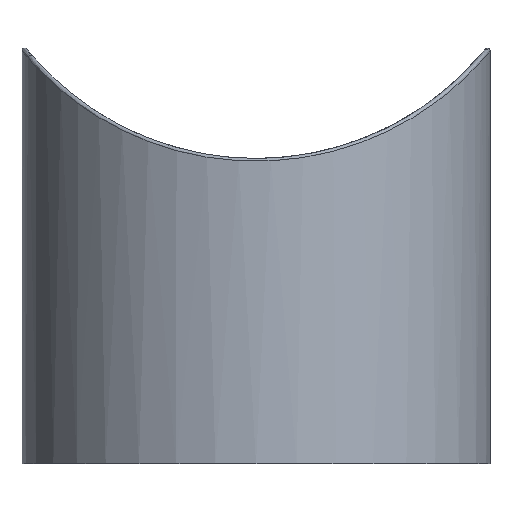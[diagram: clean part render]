
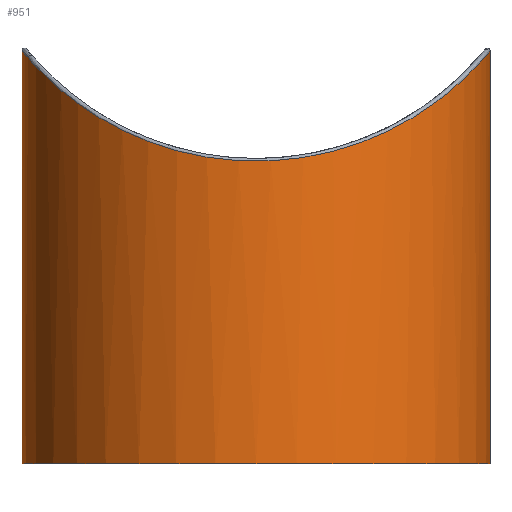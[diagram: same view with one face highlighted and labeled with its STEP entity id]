
A CAD part, front view. The second image highlights one B-rep face of the part: STEP entity #951.
In plain terms, the highlighted cylindrical face has radius 16.85 mm (diameter 33.7 mm), a partial arc.
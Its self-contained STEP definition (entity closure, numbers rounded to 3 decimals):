
#4 = CARTESIAN_POINT ( 'NONE',  ( 7.074, -15.302, 22.968 ) ) ;
#10 = CARTESIAN_POINT ( 'NONE',  ( -2.308, -16.7, 21.915 ) ) ;
#16 = DIRECTION ( 'NONE',  ( -1., 0., 0. ) ) ;
#29 = AXIS2_PLACEMENT_3D ( 'NONE', #147, #610, #459 ) ;
#57 = CARTESIAN_POINT ( 'NONE',  ( 15.297, -7.083, 28.048 ) ) ;
#63 = CARTESIAN_POINT ( 'NONE',  ( 11.956, -11.883, 25.352 ) ) ;
#73 = CARTESIAN_POINT ( 'NONE',  ( -8.265, -14.692, 23.414 ) ) ;
#75 = CARTESIAN_POINT ( 'NONE',  ( -1.775, -16.765, 21.865 ) ) ;
#82 = CARTESIAN_POINT ( 'NONE',  ( 9.7, -13.813, 24.047 ) ) ;
#96 = VERTEX_POINT ( 'NONE', #344 ) ;
#134 = CARTESIAN_POINT ( 'NONE',  ( 16.035, -5.204, 28.814 ) ) ;
#147 = CARTESIAN_POINT ( 'NONE',  ( 0., 0., 0. ) ) ;
#154 = DIRECTION ( 'NONE',  ( 0., 0., -1. ) ) ;
#162 = CARTESIAN_POINT ( 'NONE',  ( -12.866, -10.925, 25.967 ) ) ;
#168 = CARTESIAN_POINT ( 'NONE',  ( 0.918, -16.834, 21.813 ) ) ;
#204 = EDGE_CURVE ( 'NONE', #480, #570, #256, .T. ) ;
#207 = CARTESIAN_POINT ( 'NONE',  ( 16.85, -1.083, 29.756 ) ) ;
#223 = CARTESIAN_POINT ( 'NONE',  ( -15.043, -7.658, 27.794 ) ) ;
#226 = CARTESIAN_POINT ( 'NONE',  ( -16.664, -2.579, 29.531 ) ) ;
#237 = CARTESIAN_POINT ( 'NONE',  ( 16.85, 0., 0. ) ) ;
#239 = CARTESIAN_POINT ( 'NONE',  ( 8.87, -14.362, 23.654 ) ) ;
#243 = CARTESIAN_POINT ( 'NONE',  ( 4.112, -16.375, 22.164 ) ) ;
#256 = B_SPLINE_CURVE_WITH_KNOTS ( 'NONE', 3,
 ( #916, #665, #226, #732, #349, #580 ),
 .UNSPECIFIED., .F., .F.,
 ( 4, 2, 4 ),
 ( 0.107, 0.109, 0.111 ),
 .UNSPECIFIED. ) ;
#284 = CARTESIAN_POINT ( 'NONE',  ( 14.61, -8.41, 27.399 ) ) ;
#288 = CARTESIAN_POINT ( 'NONE',  ( -13.474, -10.165, 26.431 ) ) ;
#290 = CARTESIAN_POINT ( 'NONE',  ( 11.241, -12.562, 24.904 ) ) ;
#291 = B_SPLINE_CURVE_WITH_KNOTS ( 'NONE', 3,
 ( #895, #207, #511, #822, #367, #134, #437, #745, #57, #977, #284, #591, #902, #442, #63, #290, #597, #82, #239, #389, #4, #313, #932, #243, #549, #859, #168, #475, #763, #75, #10, #925, #539, #840, #376, #306, #73, #601, #999, #543, #853, #914, #766, #162, #288, #383, #223, #467, #302, #776 ),
 .UNSPECIFIED., .F., .F.,
 ( 4, 2, 2, 2, 2, 2, 2, 2, 2, 2, 2, 2, 2, 2, 2, 2, 2, 2, 2, 2, 2, 2, 2, 2, 4 ),
 ( 0.056, 0.059, 0.061, 0.062, 0.064, 0.065, 0.069, 0.07, 0.072, 0.075, 0.077, 0.078, 0.082, 0.083, 0.085, 0.086, 0.088, 0.091, 0.093, 0.094, 0.096, 0.098, 0.101, 0.104, 0.107 ),
 .UNSPECIFIED. ) ;
#302 = CARTESIAN_POINT ( 'NONE',  ( -16.17, -4.856, 28.959 ) ) ;
#306 = CARTESIAN_POINT ( 'NONE',  ( -7.813, -14.938, 23.235 ) ) ;
#308 = CARTESIAN_POINT ( 'NONE',  ( 0., 0., 43. ) ) ;
#313 = CARTESIAN_POINT ( 'NONE',  ( 6.12, -15.708, 22.666 ) ) ;
#316 = DIRECTION ( 'NONE',  ( 0., 0., -1. ) ) ;
#323 = ORIENTED_EDGE ( 'NONE', *, *, #515, .T. ) ;
#340 = ORIENTED_EDGE ( 'NONE', *, *, #204, .T. ) ;
#344 = CARTESIAN_POINT ( 'NONE',  ( -16.85, 0., 0. ) ) ;
#349 = CARTESIAN_POINT ( 'NONE',  ( -16.85, -0.656, 29.756 ) ) ;
#367 = CARTESIAN_POINT ( 'NONE',  ( 16.323, -4.212, 29.134 ) ) ;
#371 = LINE ( 'NONE', #928, #855 ) ;
#376 = CARTESIAN_POINT ( 'NONE',  ( -6.413, -15.616, 22.736 ) ) ;
#383 = CARTESIAN_POINT ( 'NONE',  ( -14.562, -8.535, 27.344 ) ) ;
#389 = CARTESIAN_POINT ( 'NONE',  ( 7.535, -15.08, 23.131 ) ) ;
#397 = EDGE_CURVE ( 'NONE', #791, #480, #291, .T. ) ;
#398 = LINE ( 'NONE', #860, #984 ) ;
#437 = CARTESIAN_POINT ( 'NONE',  ( 15.87, -5.686, 28.636 ) ) ;
#442 = CARTESIAN_POINT ( 'NONE',  ( 12.296, -11.531, 25.579 ) ) ;
#459 = DIRECTION ( 'NONE',  ( 1., 0., 0. ) ) ;
#463 = CIRCLE ( 'NONE', #29, 16.85 ) ;
#467 = CARTESIAN_POINT ( 'NONE',  ( -15.844, -5.821, 28.6 ) ) ;
#475 = CARTESIAN_POINT ( 'NONE',  ( -0.164, -16.858, 21.794 ) ) ;
#480 = VERTEX_POINT ( 'NONE', #833 ) ;
#511 = CARTESIAN_POINT ( 'NONE',  ( 16.747, -2.141, 29.627 ) ) ;
#515 = EDGE_CURVE ( 'NONE', #96, #563, #463, .T. ) ;
#539 = CARTESIAN_POINT ( 'NONE',  ( -3.898, -16.402, 22.143 ) ) ;
#543 = CARTESIAN_POINT ( 'NONE',  ( -10.358, -13.3, 24.401 ) ) ;
#547 = EDGE_CURVE ( 'NONE', #570, #96, #371, .T. ) ;
#549 = CARTESIAN_POINT ( 'NONE',  ( 3.073, -16.602, 21.99 ) ) ;
#563 = VERTEX_POINT ( 'NONE', #237 ) ;
#570 = VERTEX_POINT ( 'NONE', #995 ) ;
#580 = CARTESIAN_POINT ( 'NONE',  ( -16.85, 0., 29.756 ) ) ;
#591 = CARTESIAN_POINT ( 'NONE',  ( 13.84, -9.661, 26.726 ) ) ;
#597 = CARTESIAN_POINT ( 'NONE',  ( 10.865, -12.889, 24.683 ) ) ;
#601 = CARTESIAN_POINT ( 'NONE',  ( -9.134, -14.169, 23.791 ) ) ;
#610 = DIRECTION ( 'NONE',  ( 0., 0., 1. ) ) ;
#632 = DIRECTION ( 'NONE',  ( 0., 0., -1. ) ) ;
#665 = CARTESIAN_POINT ( 'NONE',  ( -16.554, -3.207, 29.4 ) ) ;
#705 = ORIENTED_EDGE ( 'NONE', *, *, #547, .T. ) ;
#726 = ORIENTED_EDGE ( 'NONE', *, *, #996, .F. ) ;
#732 = CARTESIAN_POINT ( 'NONE',  ( -16.812, -1.305, 29.709 ) ) ;
#733 = CARTESIAN_POINT ( 'NONE',  ( 16.85, 0., 29.756 ) ) ;
#745 = CARTESIAN_POINT ( 'NONE',  ( 15.501, -6.625, 28.253 ) ) ;
#752 = FACE_OUTER_BOUND ( 'NONE', #786, .T. ) ;
#763 = CARTESIAN_POINT ( 'NONE',  ( -0.703, -16.844, 21.805 ) ) ;
#766 = CARTESIAN_POINT ( 'NONE',  ( -11.85, -11.989, 25.283 ) ) ;
#776 = CARTESIAN_POINT ( 'NONE',  ( -16.41, -3.825, 29.235 ) ) ;
#786 = EDGE_LOOP ( 'NONE', ( #726, #879, #340, #705, #323 ) ) ;
#791 = VERTEX_POINT ( 'NONE', #733 ) ;
#822 = CARTESIAN_POINT ( 'NONE',  ( 16.448, -3.697, 29.277 ) ) ;
#833 = CARTESIAN_POINT ( 'NONE',  ( -16.41, -3.825, 29.235 ) ) ;
#840 = CARTESIAN_POINT ( 'NONE',  ( -5.436, -15.984, 22.459 ) ) ;
#853 = CARTESIAN_POINT ( 'NONE',  ( -10.746, -12.988, 24.615 ) ) ;
#855 = VECTOR ( 'NONE', #154, 1000. ) ;
#859 = CARTESIAN_POINT ( 'NONE',  ( 1.465, -16.795, 21.842 ) ) ;
#860 = CARTESIAN_POINT ( 'NONE',  ( 16.85, 0., 43. ) ) ;
#879 = ORIENTED_EDGE ( 'NONE', *, *, #397, .T. ) ;
#895 = CARTESIAN_POINT ( 'NONE',  ( 16.85, 0., 29.756 ) ) ;
#902 = CARTESIAN_POINT ( 'NONE',  ( 13.263, -10.439, 26.264 ) ) ;
#914 = CARTESIAN_POINT ( 'NONE',  ( -11.492, -12.333, 25.056 ) ) ;
#916 = CARTESIAN_POINT ( 'NONE',  ( -16.41, -3.825, 29.235 ) ) ;
#920 = AXIS2_PLACEMENT_3D ( 'NONE', #308, #632, #16 ) ;
#925 = CARTESIAN_POINT ( 'NONE',  ( -3.369, -16.518, 22.054 ) ) ;
#928 = CARTESIAN_POINT ( 'NONE',  ( -16.85, 0., 43. ) ) ;
#932 = CARTESIAN_POINT ( 'NONE',  ( 5.623, -15.893, 22.528 ) ) ;
#951 = ADVANCED_FACE ( 'NONE', ( #752 ), #961, .T. ) ;
#961 = CYLINDRICAL_SURFACE ( 'NONE', #920, 16.85 ) ;
#977 = CARTESIAN_POINT ( 'NONE',  ( 14.851, -7.977, 27.621 ) ) ;
#984 = VECTOR ( 'NONE', #316, 1000. ) ;
#995 = CARTESIAN_POINT ( 'NONE',  ( -16.85, 0., 29.756 ) ) ;
#996 = EDGE_CURVE ( 'NONE', #791, #563, #398, .T. ) ;
#999 = CARTESIAN_POINT ( 'NONE',  ( -9.552, -13.89, 23.989 ) ) ;
